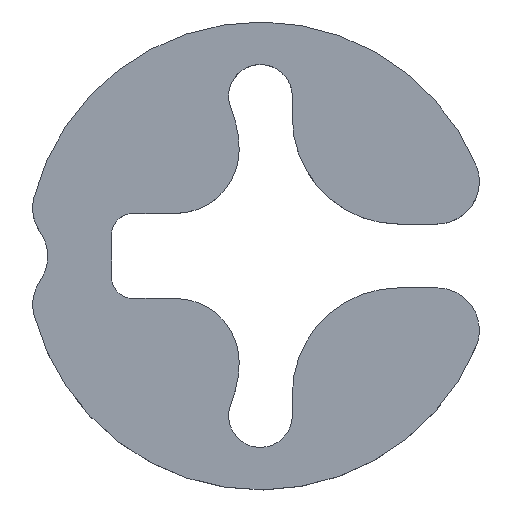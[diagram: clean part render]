
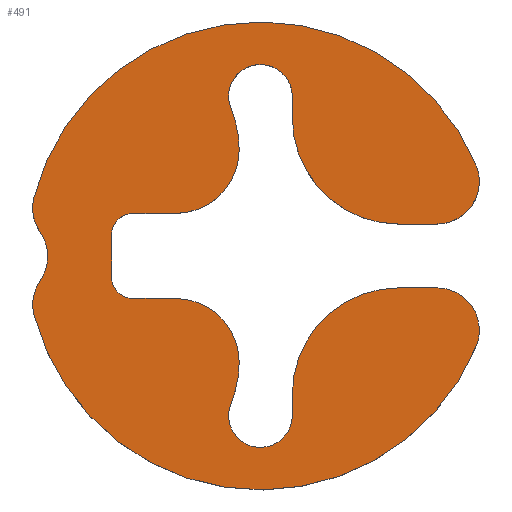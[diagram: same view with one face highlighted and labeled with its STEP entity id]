
A CAD part, top view. The second image highlights one B-rep face of the part: STEP entity #491.
In plain terms, the highlighted planar face has unit normal (0, 0, 1).
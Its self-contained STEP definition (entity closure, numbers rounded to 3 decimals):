
#22=PLANE('',#553);
#48=FACE_OUTER_BOUND('',#74,.T.);
#74=EDGE_LOOP('',(#402,#403,#404,#405,#406,#407,#408,#409,#410,#411,#412,
#413,#414,#415,#416,#417,#418,#419,#420,#421,#422,#423,#424,#425));
#80=LINE('',#735,#118);
#84=LINE('',#747,#122);
#88=LINE('',#759,#126);
#94=LINE('',#783,#132);
#98=LINE('',#795,#136);
#108=LINE('',#843,#146);
#112=LINE('',#855,#150);
#118=VECTOR('',#575,2.);
#122=VECTOR('',#587,2.);
#126=VECTOR('',#599,2.);
#132=VECTOR('',#625,1.038);
#136=VECTOR('',#637,1.792);
#146=VECTOR('',#691,1.792);
#150=VECTOR('',#703,1.);
#153=CIRCLE('',#497,5.);
#155=CIRCLE('',#500,3.);
#157=CIRCLE('',#504,1.);
#159=CIRCLE('',#508,1.);
#161=CIRCLE('',#512,3.);
#163=CIRCLE('',#515,5.);
#165=CIRCLE('',#518,1.5);
#167=CIRCLE('',#522,5.);
#169=CIRCLE('',#526,2.);
#171=CIRCLE('',#529,11.);
#173=CIRCLE('',#532,2.);
#175=CIRCLE('',#535,2.);
#177=CIRCLE('',#538,2.);
#179=CIRCLE('',#541,11.);
#181=CIRCLE('',#544,2.);
#183=CIRCLE('',#548,5.);
#185=CIRCLE('',#552,1.5);
#188=VERTEX_POINT('',#720);
#189=VERTEX_POINT('',#722);
#191=VERTEX_POINT('',#728);
#193=VERTEX_POINT('',#734);
#195=VERTEX_POINT('',#740);
#197=VERTEX_POINT('',#746);
#199=VERTEX_POINT('',#752);
#201=VERTEX_POINT('',#758);
#203=VERTEX_POINT('',#764);
#205=VERTEX_POINT('',#770);
#207=VERTEX_POINT('',#776);
#209=VERTEX_POINT('',#782);
#211=VERTEX_POINT('',#788);
#213=VERTEX_POINT('',#794);
#215=VERTEX_POINT('',#800);
#217=VERTEX_POINT('',#806);
#219=VERTEX_POINT('',#812);
#221=VERTEX_POINT('',#818);
#223=VERTEX_POINT('',#824);
#225=VERTEX_POINT('',#830);
#227=VERTEX_POINT('',#836);
#229=VERTEX_POINT('',#842);
#231=VERTEX_POINT('',#848);
#233=VERTEX_POINT('',#854);
#236=EDGE_CURVE('',#189,#188,#153,.T.);
#239=EDGE_CURVE('',#191,#189,#155,.T.);
#242=EDGE_CURVE('',#193,#191,#80,.T.);
#245=EDGE_CURVE('',#195,#193,#157,.T.);
#248=EDGE_CURVE('',#197,#195,#84,.T.);
#251=EDGE_CURVE('',#199,#197,#159,.T.);
#254=EDGE_CURVE('',#201,#199,#88,.T.);
#257=EDGE_CURVE('',#203,#201,#161,.T.);
#260=EDGE_CURVE('',#205,#203,#163,.T.);
#263=EDGE_CURVE('',#207,#205,#165,.T.);
#266=EDGE_CURVE('',#209,#207,#94,.T.);
#269=EDGE_CURVE('',#211,#209,#167,.T.);
#272=EDGE_CURVE('',#213,#211,#98,.T.);
#275=EDGE_CURVE('',#215,#213,#169,.T.);
#278=EDGE_CURVE('',#217,#215,#171,.T.);
#281=EDGE_CURVE('',#219,#217,#173,.T.);
#284=EDGE_CURVE('',#221,#219,#175,.T.);
#287=EDGE_CURVE('',#223,#221,#177,.T.);
#290=EDGE_CURVE('',#225,#223,#179,.T.);
#293=EDGE_CURVE('',#227,#225,#181,.T.);
#296=EDGE_CURVE('',#229,#227,#108,.T.);
#299=EDGE_CURVE('',#231,#229,#183,.T.);
#302=EDGE_CURVE('',#233,#231,#112,.T.);
#305=EDGE_CURVE('',#188,#233,#185,.T.);
#402=ORIENTED_EDGE('',*,*,#305,.T.);
#403=ORIENTED_EDGE('',*,*,#302,.T.);
#404=ORIENTED_EDGE('',*,*,#299,.T.);
#405=ORIENTED_EDGE('',*,*,#296,.T.);
#406=ORIENTED_EDGE('',*,*,#293,.T.);
#407=ORIENTED_EDGE('',*,*,#290,.T.);
#408=ORIENTED_EDGE('',*,*,#287,.T.);
#409=ORIENTED_EDGE('',*,*,#284,.T.);
#410=ORIENTED_EDGE('',*,*,#281,.T.);
#411=ORIENTED_EDGE('',*,*,#278,.T.);
#412=ORIENTED_EDGE('',*,*,#275,.T.);
#413=ORIENTED_EDGE('',*,*,#272,.T.);
#414=ORIENTED_EDGE('',*,*,#269,.T.);
#415=ORIENTED_EDGE('',*,*,#266,.T.);
#416=ORIENTED_EDGE('',*,*,#263,.T.);
#417=ORIENTED_EDGE('',*,*,#260,.T.);
#418=ORIENTED_EDGE('',*,*,#257,.T.);
#419=ORIENTED_EDGE('',*,*,#254,.T.);
#420=ORIENTED_EDGE('',*,*,#251,.T.);
#421=ORIENTED_EDGE('',*,*,#248,.T.);
#422=ORIENTED_EDGE('',*,*,#245,.T.);
#423=ORIENTED_EDGE('',*,*,#242,.T.);
#424=ORIENTED_EDGE('',*,*,#239,.T.);
#425=ORIENTED_EDGE('',*,*,#236,.T.);
#491=ADVANCED_FACE('',(#48),#22,.T.);
#497=AXIS2_PLACEMENT_3D('',#723,#562,#563);
#500=AXIS2_PLACEMENT_3D('',#729,#569,#570);
#504=AXIS2_PLACEMENT_3D('',#741,#581,#582);
#508=AXIS2_PLACEMENT_3D('',#753,#593,#594);
#512=AXIS2_PLACEMENT_3D('',#765,#605,#606);
#515=AXIS2_PLACEMENT_3D('',#771,#612,#613);
#518=AXIS2_PLACEMENT_3D('',#777,#619,#620);
#522=AXIS2_PLACEMENT_3D('',#789,#631,#632);
#526=AXIS2_PLACEMENT_3D('',#801,#643,#644);
#529=AXIS2_PLACEMENT_3D('',#807,#650,#651);
#532=AXIS2_PLACEMENT_3D('',#813,#657,#658);
#535=AXIS2_PLACEMENT_3D('',#819,#664,#665);
#538=AXIS2_PLACEMENT_3D('',#825,#671,#672);
#541=AXIS2_PLACEMENT_3D('',#831,#678,#679);
#544=AXIS2_PLACEMENT_3D('',#837,#685,#686);
#548=AXIS2_PLACEMENT_3D('',#849,#697,#698);
#552=AXIS2_PLACEMENT_3D('',#859,#709,#710);
#553=AXIS2_PLACEMENT_3D('',#860,#711,#712);
#562=DIRECTION('center_axis',(0.,0.,1.));
#563=DIRECTION('ref_axis',(-1.,0.,0.));
#569=DIRECTION('center_axis',(0.,0.,1.));
#570=DIRECTION('ref_axis',(0.,1.,0.));
#575=DIRECTION('',(1.,0.,0.));
#581=DIRECTION('center_axis',(0.,0.,-1.));
#582=DIRECTION('ref_axis',(0.,1.,0.));
#587=DIRECTION('',(0.,1.,0.));
#593=DIRECTION('center_axis',(0.,0.,-1.));
#594=DIRECTION('ref_axis',(-1.,0.,0.));
#599=DIRECTION('',(-1.,0.,0.));
#605=DIRECTION('center_axis',(0.,0.,1.));
#606=DIRECTION('ref_axis',(-1.,0.,0.));
#612=DIRECTION('center_axis',(0.,0.,1.));
#613=DIRECTION('ref_axis',(-0.923,0.385,0.));
#619=DIRECTION('center_axis',(0.,0.,-1.));
#620=DIRECTION('ref_axis',(-0.923,0.385,0.));
#625=DIRECTION('',(0.,-1.,0.));
#631=DIRECTION('center_axis',(0.,0.,1.));
#632=DIRECTION('ref_axis',(0.,-1.,0.));
#637=DIRECTION('',(-1.,0.,0.));
#643=DIRECTION('center_axis',(0.,0.,1.));
#644=DIRECTION('ref_axis',(-0.921,0.389,0.));
#650=DIRECTION('center_axis',(0.,0.,1.));
#651=DIRECTION('ref_axis',(0.967,0.254,0.));
#657=DIRECTION('center_axis',(0.,0.,1.));
#658=DIRECTION('ref_axis',(0.824,-0.567,0.));
#664=DIRECTION('center_axis',(0.,0.,-1.));
#665=DIRECTION('ref_axis',(0.824,-0.567,0.));
#671=DIRECTION('center_axis',(0.,0.,1.));
#672=DIRECTION('ref_axis',(0.968,-0.251,0.));
#678=DIRECTION('center_axis',(0.,0.,1.));
#679=DIRECTION('ref_axis',(-0.921,-0.389,0.));
#685=DIRECTION('center_axis',(0.,0.,1.));
#686=DIRECTION('ref_axis',(0.,1.,0.));
#691=DIRECTION('',(1.,0.,0.));
#697=DIRECTION('center_axis',(0.,0.,1.));
#698=DIRECTION('ref_axis',(1.,0.,0.));
#703=DIRECTION('',(0.,-1.,0.));
#709=DIRECTION('center_axis',(0.,0.,-1.));
#710=DIRECTION('ref_axis',(1.,0.,0.));
#711=DIRECTION('center_axis',(0.,0.,1.));
#712=DIRECTION('ref_axis',(1.,0.,0.));
#720=CARTESIAN_POINT('',(-1.385,6.923,3.));
#722=CARTESIAN_POINT('',(-1.,5.,3.));
#723=CARTESIAN_POINT('Origin',(-6.,5.,3.));
#728=CARTESIAN_POINT('',(-4.,2.,3.));
#729=CARTESIAN_POINT('Origin',(-4.,5.,3.));
#734=CARTESIAN_POINT('',(-6.,2.,3.));
#735=CARTESIAN_POINT('',(-4.,2.,3.));
#740=CARTESIAN_POINT('',(-7.,1.,3.));
#741=CARTESIAN_POINT('Origin',(-6.,1.,3.));
#746=CARTESIAN_POINT('',(-7.,-1.,3.));
#747=CARTESIAN_POINT('',(-7.,1.,3.));
#752=CARTESIAN_POINT('',(-6.,-2.,3.));
#753=CARTESIAN_POINT('Origin',(-6.,-1.,3.));
#758=CARTESIAN_POINT('',(-4.,-2.,3.));
#759=CARTESIAN_POINT('',(-6.,-2.,3.));
#764=CARTESIAN_POINT('',(-1.,-5.,3.));
#765=CARTESIAN_POINT('Origin',(-4.,-5.,3.));
#770=CARTESIAN_POINT('',(-1.385,-6.923,3.));
#771=CARTESIAN_POINT('Origin',(-6.,-5.,3.));
#776=CARTESIAN_POINT('',(1.5,-7.538,3.));
#777=CARTESIAN_POINT('Origin',(0.,-7.5,3.));
#782=CARTESIAN_POINT('',(1.5,-6.5,3.));
#783=CARTESIAN_POINT('',(1.5,-7.538,3.));
#788=CARTESIAN_POINT('',(6.5,-1.5,3.));
#789=CARTESIAN_POINT('Origin',(6.5,-6.5,3.));
#794=CARTESIAN_POINT('',(8.292,-1.5,3.));
#795=CARTESIAN_POINT('',(6.5,-1.5,3.));
#800=CARTESIAN_POINT('',(10.134,-4.278,3.));
#801=CARTESIAN_POINT('Origin',(8.291,-3.5,3.));
#806=CARTESIAN_POINT('',(-10.639,-2.795,3.));
#807=CARTESIAN_POINT('Origin',(0.,0.,3.));
#812=CARTESIAN_POINT('',(-10.352,-1.153,3.));
#813=CARTESIAN_POINT('Origin',(-8.705,-2.286,3.));
#818=CARTESIAN_POINT('',(-10.356,1.12,3.));
#819=CARTESIAN_POINT('Origin',(-12.,-0.019,3.));
#824=CARTESIAN_POINT('',(-10.648,2.761,3.));
#825=CARTESIAN_POINT('Origin',(-8.712,2.259,3.));
#830=CARTESIAN_POINT('',(10.134,4.278,3.));
#831=CARTESIAN_POINT('Origin',(0.,0.,3.));
#836=CARTESIAN_POINT('',(8.292,1.5,3.));
#837=CARTESIAN_POINT('Origin',(8.292,3.5,3.));
#842=CARTESIAN_POINT('',(6.5,1.5,3.));
#843=CARTESIAN_POINT('',(8.292,1.5,3.));
#848=CARTESIAN_POINT('',(1.5,6.5,3.));
#849=CARTESIAN_POINT('Origin',(6.5,6.5,3.));
#854=CARTESIAN_POINT('',(1.5,7.5,3.));
#855=CARTESIAN_POINT('',(1.5,6.5,3.));
#859=CARTESIAN_POINT('Origin',(0.,7.5,3.));
#860=CARTESIAN_POINT('Origin',(-0.143,-0.001,
3.));
